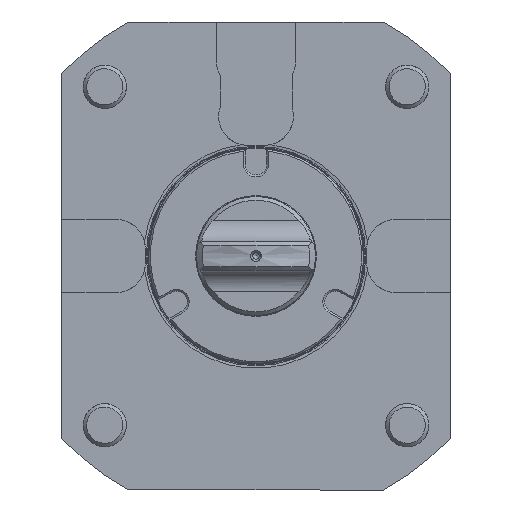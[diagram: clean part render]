
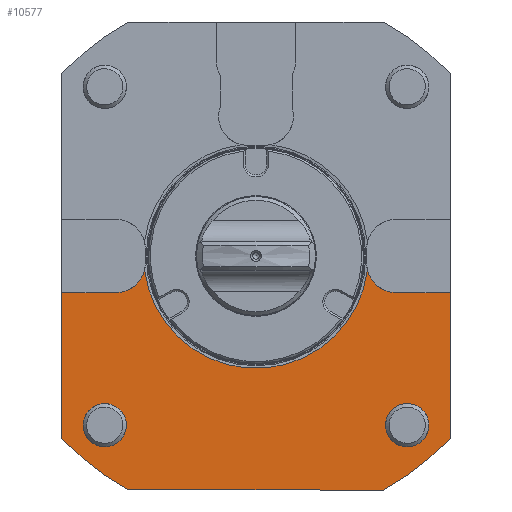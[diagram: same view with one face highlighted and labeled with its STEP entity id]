
A CAD part, front view. The second image highlights one B-rep face of the part: STEP entity #10577.
In plain terms, the highlighted planar face has unit normal (0, -1, 0).
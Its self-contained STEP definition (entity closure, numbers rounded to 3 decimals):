
#181 = AXIS2_PLACEMENT_3D ( 'NONE', #14411, #20670, #1247 ) ;
#256 = VECTOR ( 'NONE', #9840, 1000. ) ;
#582 = EDGE_CURVE ( 'NONE', #17681, #18535, #6096, .T. ) ;
#725 = VERTEX_POINT ( 'NONE', #20382 ) ;
#1070 = VERTEX_POINT ( 'NONE', #21866 ) ;
#1247 = DIRECTION ( 'NONE',  ( 1., 0., 0. ) ) ;
#1337 = DIRECTION ( 'NONE',  ( 0., -1., 0. ) ) ;
#1609 = AXIS2_PLACEMENT_3D ( 'NONE', #11428, #11297, #20062 ) ;
#1688 = CARTESIAN_POINT ( 'NONE',  ( -38.75, 0., -10.15 ) ) ;
#2349 = EDGE_LOOP ( 'NONE', ( #4598 ) ) ;
#2973 = AXIS2_PLACEMENT_3D ( 'NONE', #6039, #25601, #10999 ) ;
#3420 = CARTESIAN_POINT ( 'NONE',  ( 35.369, 0., -65. ) ) ;
#3675 = DIRECTION ( 'NONE',  ( 1., 0., 0. ) ) ;
#4598 = ORIENTED_EDGE ( 'NONE', *, *, #10218, .F. ) ;
#4830 = ORIENTED_EDGE ( 'NONE', *, *, #21064, .F. ) ;
#5143 = VECTOR ( 'NONE', #3675, 1000. ) ;
#5359 = VERTEX_POINT ( 'NONE', #16960 ) ;
#5762 = EDGE_LOOP ( 'NONE', ( #6107 ) ) ;
#6039 = CARTESIAN_POINT ( 'NONE',  ( 0., 0., 0. ) ) ;
#6085 = EDGE_CURVE ( 'NONE', #27563, #17681, #23716, .T. ) ;
#6090 = ORIENTED_EDGE ( 'NONE', *, *, #26915, .F. ) ;
#6096 = LINE ( 'NONE', #16711, #5143 ) ;
#6107 = ORIENTED_EDGE ( 'NONE', *, *, #11553, .F. ) ;
#6220 = VERTEX_POINT ( 'NONE', #27829 ) ;
#6515 = LINE ( 'NONE', #14733, #16270 ) ;
#6533 = VECTOR ( 'NONE', #20396, 1000. ) ;
#6550 = AXIS2_PLACEMENT_3D ( 'NONE', #9857, #18508, #7735 ) ;
#6634 = FACE_BOUND ( 'NONE', #5762, .T. ) ;
#6860 = CARTESIAN_POINT ( 'NONE',  ( 0., 0., 0. ) ) ;
#7056 = VERTEX_POINT ( 'NONE', #15042 ) ;
#7309 = EDGE_CURVE ( 'NONE', #8449, #7056, #6515, .T. ) ;
#7586 = LINE ( 'NONE', #20616, #256 ) ;
#7735 = DIRECTION ( 'NONE',  ( 0., 0., -1. ) ) ;
#8358 = DIRECTION ( 'NONE',  ( 0., -1., 0. ) ) ;
#8449 = VERTEX_POINT ( 'NONE', #9900 ) ;
#8459 = VERTEX_POINT ( 'NONE', #1688 ) ;
#9139 = EDGE_CURVE ( 'NONE', #1070, #5359, #17917, .T. ) ;
#9613 = CARTESIAN_POINT ( 'NONE',  ( 59.893, 0., -10.15 ) ) ;
#9840 = DIRECTION ( 'NONE',  ( 0., 0., 1. ) ) ;
#9857 = CARTESIAN_POINT ( 'NONE',  ( -38.75, 0., -2.15 ) ) ;
#9900 = CARTESIAN_POINT ( 'NONE',  ( 54., 0., -50.596 ) ) ;
#10111 = AXIS2_PLACEMENT_3D ( 'NONE', #6860, #18037, #11122 ) ;
#10218 = EDGE_CURVE ( 'NONE', #26949, #26949, #16026, .T. ) ;
#10308 = CARTESIAN_POINT ( 'NONE',  ( -35.369, 0., -65. ) ) ;
#10577 = ADVANCED_FACE ( 'Defeature completata1_4', ( #18079, #6634, #13550 ), #22082, .T. ) ;
#10595 = CARTESIAN_POINT ( 'NONE',  ( 38.75, 0., -2.15 ) ) ;
#10999 = DIRECTION ( 'NONE',  ( 0., 0., 1. ) ) ;
#11122 = DIRECTION ( 'NONE',  ( 0., 0., 1. ) ) ;
#11297 = DIRECTION ( 'NONE',  ( 0., -1., 0. ) ) ;
#11428 = CARTESIAN_POINT ( 'NONE',  ( 0., 0., 0. ) ) ;
#11553 = EDGE_CURVE ( 'NONE', #16445, #16445, #15818, .T. ) ;
#11897 = AXIS2_PLACEMENT_3D ( 'NONE', #16777, #1337, #23309 ) ;
#13550 = FACE_OUTER_BOUND ( 'NONE', #19213, .T. ) ;
#14036 = ORIENTED_EDGE ( 'NONE', *, *, #18778, .T. ) ;
#14198 = CARTESIAN_POINT ( 'NONE',  ( 48., 0., -47. ) ) ;
#14302 = ORIENTED_EDGE ( 'NONE', *, *, #9139, .F. ) ;
#14411 = CARTESIAN_POINT ( 'NONE',  ( -42., 0., -47. ) ) ;
#14733 = CARTESIAN_POINT ( 'NONE',  ( 54., 0., 0. ) ) ;
#15042 = CARTESIAN_POINT ( 'NONE',  ( 54., 0., -10.15 ) ) ;
#15154 = DIRECTION ( 'NONE',  ( 1., 0., 0. ) ) ;
#15636 = AXIS2_PLACEMENT_3D ( 'NONE', #10595, #16828, #23209 ) ;
#15818 = CIRCLE ( 'NONE', #16280, 6. ) ;
#16012 = ORIENTED_EDGE ( 'NONE', *, *, #582, .T. ) ;
#16026 = CIRCLE ( 'NONE', #181, 6. ) ;
#16270 = VECTOR ( 'NONE', #25372, 1000. ) ;
#16280 = AXIS2_PLACEMENT_3D ( 'NONE', #21250, #8358, #15154 ) ;
#16445 = VERTEX_POINT ( 'NONE', #14198 ) ;
#16711 = CARTESIAN_POINT ( 'NONE',  ( 0., 0., -65. ) ) ;
#16777 = CARTESIAN_POINT ( 'NONE',  ( 0., 0., 0. ) ) ;
#16828 = DIRECTION ( 'NONE',  ( 0., -1., 0. ) ) ;
#16960 = CARTESIAN_POINT ( 'NONE',  ( 38.75, 0., -10.15 ) ) ;
#17658 = ORIENTED_EDGE ( 'NONE', *, *, #25991, .T. ) ;
#17681 = VERTEX_POINT ( 'NONE', #10308 ) ;
#17780 = LINE ( 'NONE', #26404, #23668 ) ;
#17846 = ORIENTED_EDGE ( 'NONE', *, *, #21744, .T. ) ;
#17917 = CIRCLE ( 'NONE', #15636, 8. ) ;
#18037 = DIRECTION ( 'NONE',  ( 0., -1., 0. ) ) ;
#18079 = FACE_BOUND ( 'NONE', #2349, .T. ) ;
#18508 = DIRECTION ( 'NONE',  ( 0., 1., 0. ) ) ;
#18535 = VERTEX_POINT ( 'NONE', #3420 ) ;
#18778 = EDGE_CURVE ( 'NONE', #725, #8459, #21516, .T. ) ;
#19213 = EDGE_LOOP ( 'NONE', ( #23005, #17658, #14302, #6090, #14036, #4830, #21341, #27008, #16012, #17846 ) ) ;
#20062 = DIRECTION ( 'NONE',  ( 0., 0., 1. ) ) ;
#20192 = DIRECTION ( 'NONE',  ( 1., 0., 0. ) ) ;
#20382 = CARTESIAN_POINT ( 'NONE',  ( -30.951, 0., -3.933 ) ) ;
#20396 = DIRECTION ( 'NONE',  ( -1., 0., 0. ) ) ;
#20616 = CARTESIAN_POINT ( 'NONE',  ( -54., 0., 0. ) ) ;
#20670 = DIRECTION ( 'NONE',  ( 0., -1., 0. ) ) ;
#21064 = EDGE_CURVE ( 'NONE', #6220, #8459, #17780, .T. ) ;
#21250 = CARTESIAN_POINT ( 'NONE',  ( 42., 0., -47. ) ) ;
#21341 = ORIENTED_EDGE ( 'NONE', *, *, #24837, .F. ) ;
#21516 = CIRCLE ( 'NONE', #6550, 8. ) ;
#21744 = EDGE_CURVE ( 'NONE', #18535, #8449, #23254, .T. ) ;
#21866 = CARTESIAN_POINT ( 'NONE',  ( 30.951, 0., -3.933 ) ) ;
#22082 = PLANE ( 'NONE',  #1609 ) ;
#23005 = ORIENTED_EDGE ( 'NONE', *, *, #7309, .T. ) ;
#23209 = DIRECTION ( 'NONE',  ( 0., 0., 1. ) ) ;
#23254 = CIRCLE ( 'NONE', #10111, 74. ) ;
#23309 = DIRECTION ( 'NONE',  ( 0., 0., 1. ) ) ;
#23668 = VECTOR ( 'NONE', #20192, 1000. ) ;
#23716 = CIRCLE ( 'NONE', #11897, 74. ) ;
#24704 = CARTESIAN_POINT ( 'NONE',  ( -36., 0., -47. ) ) ;
#24837 = EDGE_CURVE ( 'NONE', #27563, #6220, #7586, .T. ) ;
#25372 = DIRECTION ( 'NONE',  ( 0., 0., 1. ) ) ;
#25495 = CARTESIAN_POINT ( 'NONE',  ( -54., 0., -50.596 ) ) ;
#25601 = DIRECTION ( 'NONE',  ( 0., -1., 0. ) ) ;
#25991 = EDGE_CURVE ( 'NONE', #7056, #5359, #27043, .T. ) ;
#26404 = CARTESIAN_POINT ( 'NONE',  ( -59.893, 0., -10.15 ) ) ;
#26915 = EDGE_CURVE ( 'NONE', #725, #1070, #27402, .T. ) ;
#26949 = VERTEX_POINT ( 'NONE', #24704 ) ;
#27008 = ORIENTED_EDGE ( 'NONE', *, *, #6085, .T. ) ;
#27043 = LINE ( 'NONE', #9613, #6533 ) ;
#27402 = CIRCLE ( 'NONE', #2973, 31.2 ) ;
#27563 = VERTEX_POINT ( 'NONE', #25495 ) ;
#27829 = CARTESIAN_POINT ( 'NONE',  ( -54., 0., -10.15 ) ) ;
